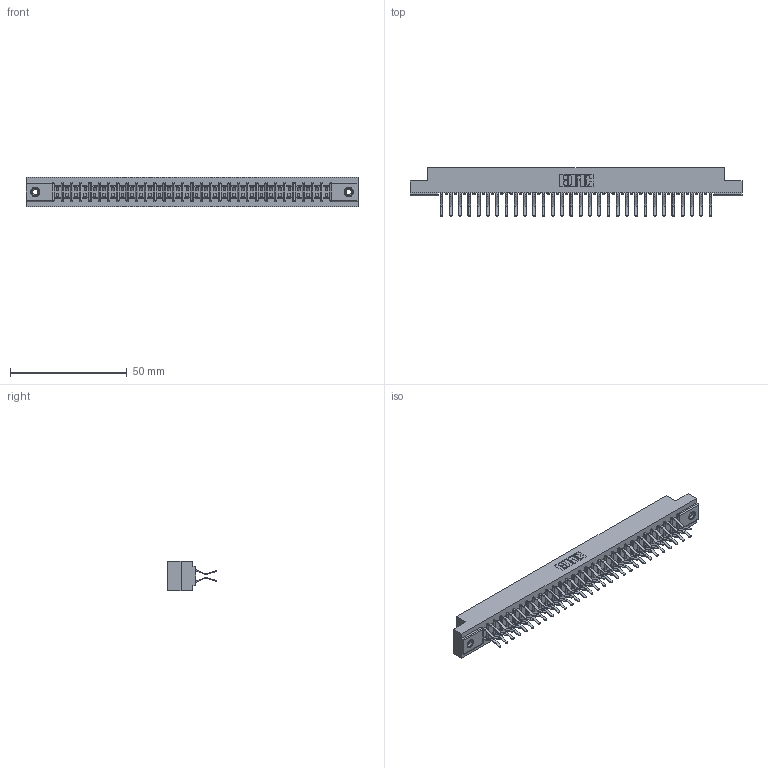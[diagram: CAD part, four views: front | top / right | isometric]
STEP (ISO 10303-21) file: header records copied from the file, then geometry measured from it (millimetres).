
FILE_DESCRIPTION (( 'STEP AP203' ), '1' );
FILE_NAME ('307-060-560-208.STEP', '2019-09-06T15:47:35', ( '' ), ( '' ), 'SwSTEP 2.0', 'SolidWorks 2016', '' );
FILE_SCHEMA (( 'CONFIG_CONTROL_DESIGN' ));
Length unit declared in the file: inch
Products named in the file (4): 307-060-560-208; 307-290-001_560; 307 Part_.156 Dia Mounting Holes; 345-250-001_345-250-003-102
Assembly tree (63 placements, depth 2):
  307-060-560-208
    307 Part_.156 Dia Mounting Holes
    307-290-001_560  x60
    345-250-001_345-250-003-102  x2
Bounding box: 141.88 x 20.73 x 12.7 mm (x, y, z)
Volume: 15071 mm3; surface area: 18621.2 mm2
Topology: 63 solids, 63 shells, 3209 faces, 8979 edges, 5814 vertices
Faces by surface type: plane 2082, cylinder 1049, sphere 62, cone 12, torus 4
Entity records: 29447 total; most frequent: CARTESIAN_POINT 4805, ORIENTED_EDGE 4754, DIRECTION 4721, EDGE_CURVE 2377, LINE 1817, VECTOR 1817, VERTEX_POINT 1536, AXIS2_PLACEMENT_3D 1452
